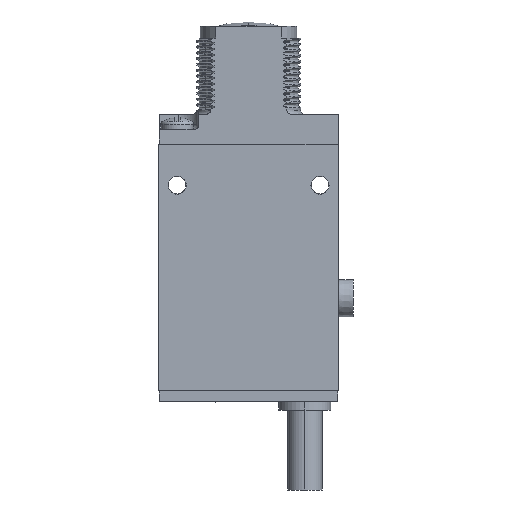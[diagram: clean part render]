
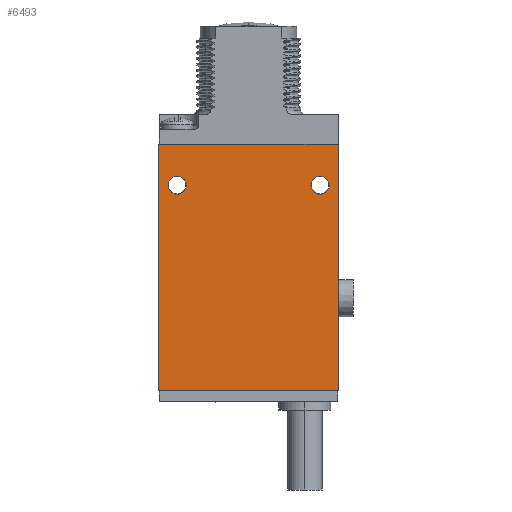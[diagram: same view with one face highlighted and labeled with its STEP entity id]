
A CAD part, left-side view. The second image highlights one B-rep face of the part: STEP entity #6493.
In plain terms, the highlighted planar face has unit normal (-1, 0, 0).
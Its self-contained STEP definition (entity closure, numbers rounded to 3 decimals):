
#1=DIRECTION('',(0.,-1.,0.));
#2=VECTOR('',#1,0.076);
#3=CARTESIAN_POINT('',(-6.02,-15.291,0.));
#4=LINE('',#3,#2);
#5=DIRECTION('',(0.,0.,-1.));
#6=VECTOR('',#5,42.164);
#7=CARTESIAN_POINT('',(-6.02,-15.367,0.));
#8=LINE('',#7,#6);
#9=DIRECTION('',(0.,1.,0.));
#10=VECTOR('',#9,30.785);
#11=CARTESIAN_POINT('',(-6.02,-15.367,-42.164));
#12=LINE('',#11,#10);
#13=DIRECTION('',(0.,0.,1.));
#14=VECTOR('',#13,42.164);
#15=CARTESIAN_POINT('',(-6.02,15.418,-42.164));
#16=LINE('',#15,#14);
#17=DIRECTION('',(0.,-1.,0.));
#18=VECTOR('',#17,0.127);
#19=CARTESIAN_POINT('',(-6.02,15.418,0.));
#20=LINE('',#19,#18);
#21=DIRECTION('',(0.,1.,0.));
#22=VECTOR('',#21,30.582);
#23=CARTESIAN_POINT('',(-6.02,-15.291,0.));
#24=LINE('',#23,#22);
#25=CARTESIAN_POINT('',(-6.02,12.243,-6.985));
#26=DIRECTION('',(1.,0.,0.));
#27=DIRECTION('',(0.,0.,-1.));
#28=AXIS2_PLACEMENT_3D('',#25,#26,#27);
#30=CARTESIAN_POINT('',(-6.02,12.243,-6.985));
#31=DIRECTION('',(1.,0.,0.));
#32=DIRECTION('',(0.,0.,1.));
#33=AXIS2_PLACEMENT_3D('',#30,#31,#32);
#35=CARTESIAN_POINT('',(-6.02,-12.192,-6.985));
#36=DIRECTION('',(1.,0.,0.));
#37=DIRECTION('',(0.,0.,-1.));
#38=AXIS2_PLACEMENT_3D('',#35,#36,#37);
#40=CARTESIAN_POINT('',(-6.02,-12.192,-6.985));
#41=DIRECTION('',(1.,0.,0.));
#42=DIRECTION('',(0.,0.,1.));
#43=AXIS2_PLACEMENT_3D('',#40,#41,#42);
#5755=CARTESIAN_POINT('',(-6.02,-15.367,0.));
#5756=CARTESIAN_POINT('',(-6.02,-15.367,-42.164));
#5757=VERTEX_POINT('',#5755);
#5758=VERTEX_POINT('',#5756);
#5759=CARTESIAN_POINT('',(-6.02,15.418,-42.164));
#5760=VERTEX_POINT('',#5759);
#5761=CARTESIAN_POINT('',(-6.02,15.418,0.));
#5762=VERTEX_POINT('',#5761);
#5771=CARTESIAN_POINT('',(-6.02,12.243,-8.535));
#5772=CARTESIAN_POINT('',(-6.02,12.243,-5.435));
#5773=VERTEX_POINT('',#5771);
#5774=VERTEX_POINT('',#5772);
#5775=CARTESIAN_POINT('',(-6.02,-12.192,-8.535));
#5776=CARTESIAN_POINT('',(-6.02,-12.192,-5.435));
#5777=VERTEX_POINT('',#5775);
#5778=VERTEX_POINT('',#5776);
#6232=CARTESIAN_POINT('',(-6.02,-15.291,0.));
#6233=CARTESIAN_POINT('',(-6.02,15.291,0.));
#6234=VERTEX_POINT('',#6232);
#6235=VERTEX_POINT('',#6233);
#6462=CARTESIAN_POINT('',(-6.02,-15.367,0.));
#6463=DIRECTION('',(1.,0.,0.));
#6464=DIRECTION('',(0.,0.,-1.));
#6465=AXIS2_PLACEMENT_3D('',#6462,#6463,#6464);
#6466=PLANE('',#6465);
#6468=ORIENTED_EDGE('',*,*,#6467,.T.);
#6470=ORIENTED_EDGE('',*,*,#6469,.T.);
#6472=ORIENTED_EDGE('',*,*,#6471,.T.);
#6474=ORIENTED_EDGE('',*,*,#6473,.T.);
#6476=ORIENTED_EDGE('',*,*,#6475,.T.);
#6478=ORIENTED_EDGE('',*,*,#6477,.F.);
#6479=EDGE_LOOP('',(#6468,#6470,#6472,#6474,#6476,#6478));
#6480=FACE_OUTER_BOUND('',#6479,.F.);
#6482=ORIENTED_EDGE('',*,*,#6481,.F.);
#6484=ORIENTED_EDGE('',*,*,#6483,.F.);
#6485=EDGE_LOOP('',(#6482,#6484));
#6486=FACE_BOUND('',#6485,.F.);
#6488=ORIENTED_EDGE('',*,*,#6487,.F.);
#6490=ORIENTED_EDGE('',*,*,#6489,.F.);
#6491=EDGE_LOOP('',(#6488,#6490));
#6492=FACE_BOUND('',#6491,.F.);
#6493=ADVANCED_FACE('',(#6480,#6486,#6492),#6466,.F.);
#29=CIRCLE('',#28,1.55);
#34=CIRCLE('',#33,1.55);
#39=CIRCLE('',#38,1.55);
#44=CIRCLE('',#43,1.55);
#6467=EDGE_CURVE('',#6234,#5757,#4,.T.);
#6469=EDGE_CURVE('',#5757,#5758,#8,.T.);
#6471=EDGE_CURVE('',#5758,#5760,#12,.T.);
#6473=EDGE_CURVE('',#5760,#5762,#16,.T.);
#6475=EDGE_CURVE('',#5762,#6235,#20,.T.);
#6477=EDGE_CURVE('',#6234,#6235,#24,.T.);
#6481=EDGE_CURVE('',#5773,#5774,#29,.T.);
#6483=EDGE_CURVE('',#5774,#5773,#34,.T.);
#6487=EDGE_CURVE('',#5777,#5778,#39,.T.);
#6489=EDGE_CURVE('',#5778,#5777,#44,.T.);
